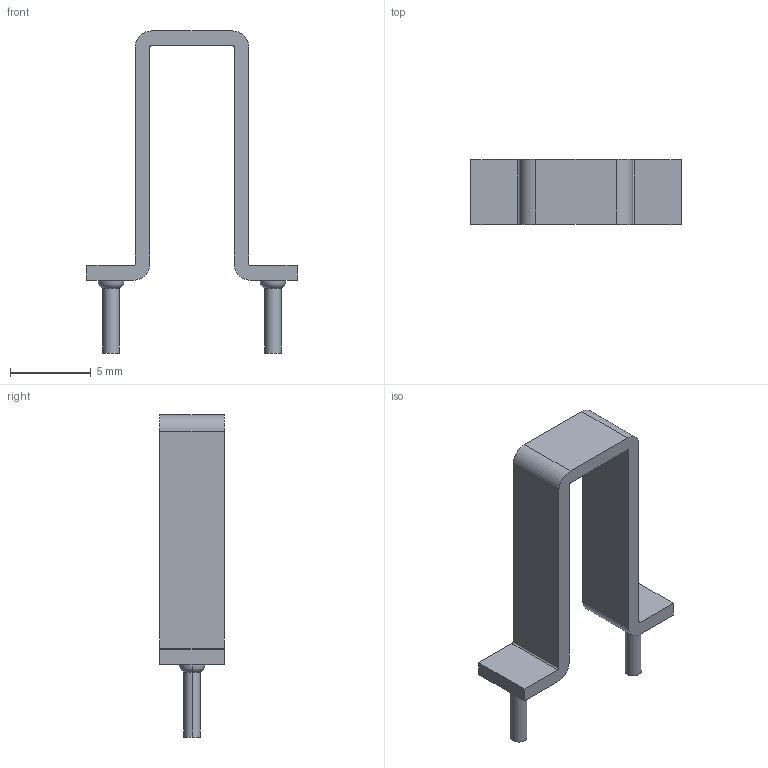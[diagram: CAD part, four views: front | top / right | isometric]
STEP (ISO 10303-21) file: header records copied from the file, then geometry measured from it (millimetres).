
FILE_DESCRIPTION (( 'STEP AP214' ), '1' );
FILE_NAME ('RES-TH_L13.0-W4.0-P10.0.STEP', '2022-04-07T06:37:19', ( 'PC' ), ( 'Microsoft' ), 'SwSTEP 2.0', 'SolidWorks 2020', '' );
FILE_SCHEMA (( 'AUTOMOTIVE_DESIGN' ));
Length unit declared in the file: millimetre
Products named in the file (1): RES-TH_L13.0-W4.0-P10.0
Bounding box: 13 x 4 x 19.9 mm (x, y, z)
Volume: 155.7 mm3; surface area: 437.8 mm2
Topology: 1 solids, 1 shells, 94 faces, 241 edges, 158 vertices
Faces by surface type: plane 60, cylinder 16, bspline 14, torus 4
Entity records: 4140 total; most frequent: CARTESIAN_POINT 933, ORIENTED_EDGE 482, DIRECTION 368, EDGE_CURVE 241, VERTEX_POINT 158, VECTOR 134, LINE 134, AXIS2_PLACEMENT_3D 117
